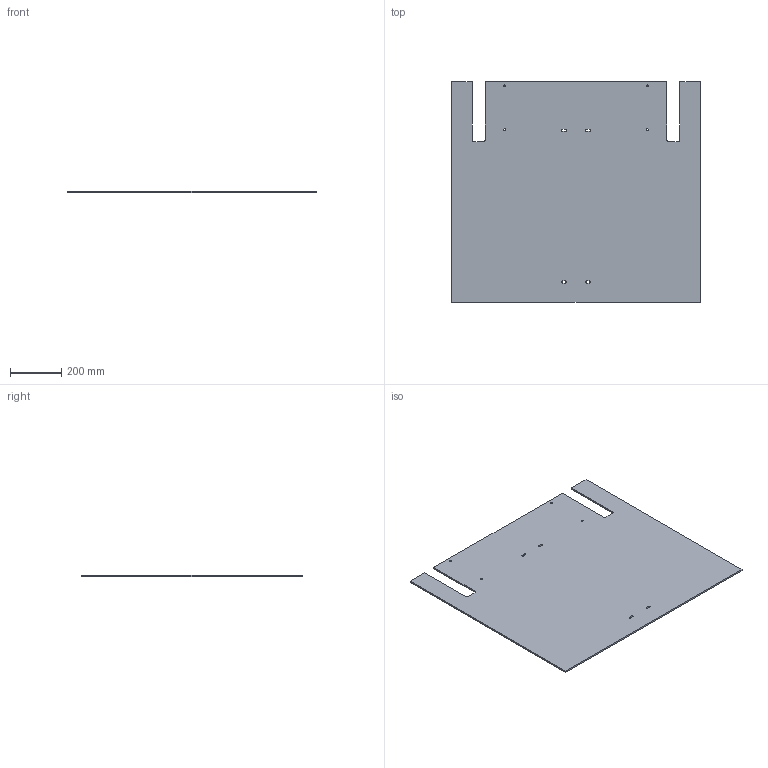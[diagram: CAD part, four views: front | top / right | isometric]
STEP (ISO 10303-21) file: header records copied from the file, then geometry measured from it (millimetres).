
FILE_DESCRIPTION(/* description */ (''),/* implementation_level */ '2;1');
FILE_NAME(/* name */ 'GE-17085_8.stp',/* time_stamp */ '2017-01-08T13:39:52-05:00',/* author */ ('jeff1'),/* organization */ (''),/* preprocessor_version */ 'ST-DEVELOPER v16.5',/* originating_system */ 'Autodesk Inventor 2017',/* authorisation */ '');
FILE_SCHEMA (('AUTOMOTIVE_DESIGN { 1 0 10303 214 3 1 1 }'));
Length unit declared in the file: inch
Products named in the file (1): GE-17085_8
Bounding box: 974.73 x 863.6 x 6.35 mm (x, y, z)
Volume: 5189493.8 mm3; surface area: 1665466.5 mm2
Topology: 1 solids, 1 shells, 38 faces, 108 edges, 72 vertices
Faces by surface type: plane 22, cylinder 16
Full cylindrical faces by diameter (mm): 6.731 x4
Entity records: 1296 total; most frequent: CARTESIAN_POINT 215, DIRECTION 214, ORIENTED_EDGE 208, EDGE_CURVE 104, LINE 72, VECTOR 72, VERTEX_POINT 72, AXIS2_PLACEMENT_3D 71
